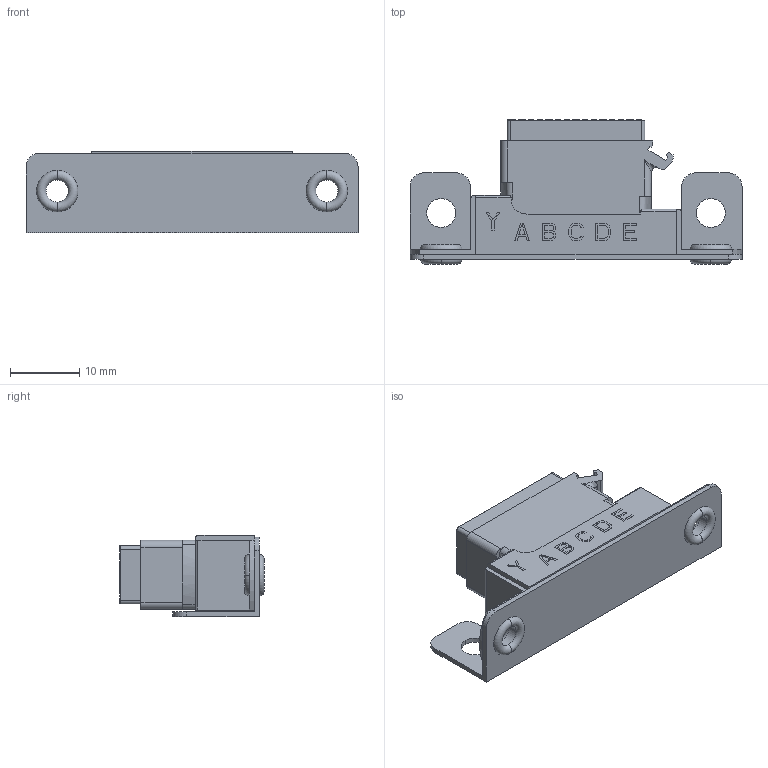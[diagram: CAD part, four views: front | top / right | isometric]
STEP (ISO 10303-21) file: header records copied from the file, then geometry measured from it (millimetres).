
FILE_DESCRIPTION((''),'2;1');
FILE_NAME('00111520102Y','2020-02-07T',('presta_be4'),(''),'CREO PARAMETRIC BY PTC INC, 2018360','CREO PARAMETRIC BY PTC INC, 2018360','');
FILE_SCHEMA(('CONFIG_CONTROL_DESIGN'));
Products named in the file (1): 00111520102Y
Bounding box: 48.01 x 20.86 x 11.76 mm (x, y, z)
Volume: 4148.7 mm3; surface area: 6867.8 mm2
Topology: 1 solids, 1 shells, 2840 faces, 7495 edges, 4693 vertices
Faces by surface type: plane 1161, cylinder 696, bspline 342, cone 334, torus 307
Entity records: 111949 total; most frequent: CARTESIAN_POINT 44594, ORIENTED_EDGE 14956, DIRECTION 12951, EDGE_CURVE 7478, VERTEX_POINT 4693, AXIS2_PLACEMENT_3D 4550, VECTOR 3851, LINE 3851
